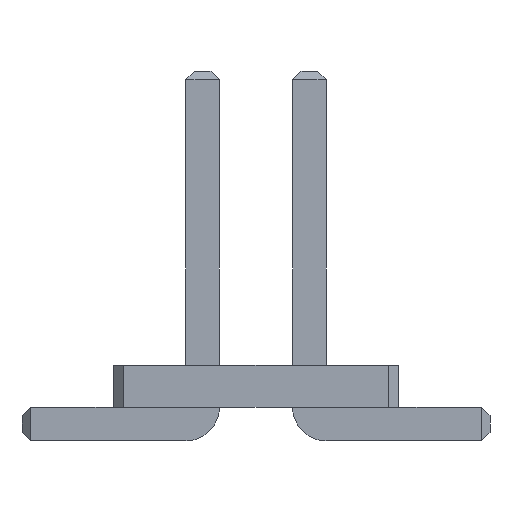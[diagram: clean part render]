
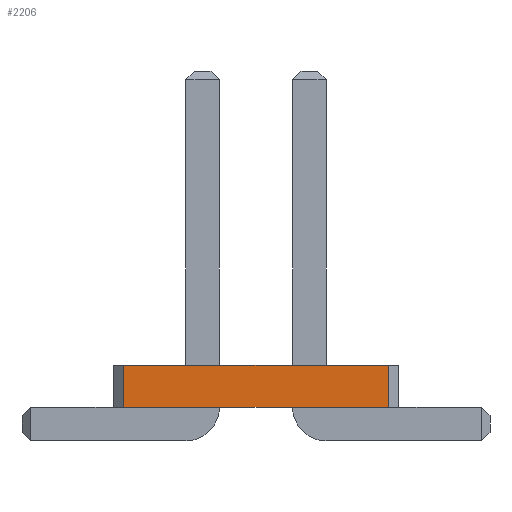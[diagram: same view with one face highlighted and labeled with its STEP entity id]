
A CAD part, front view. The second image highlights one B-rep face of the part: STEP entity #2206.
In plain terms, the highlighted planar face has unit normal (0, -1, 0).
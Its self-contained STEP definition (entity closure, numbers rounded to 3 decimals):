
#494 = VERTEX_POINT('',#495);
#495 = CARTESIAN_POINT('',(1.573,-3.175,0.4));
#501 = EDGE_CURVE('',#502,#494,#504,.T.);
#502 = VERTEX_POINT('',#503);
#503 = CARTESIAN_POINT('',(-1.573,-3.175,0.4));
#504 = LINE('',#505,#506);
#505 = CARTESIAN_POINT('',(-1.573,-3.175,0.4));
#506 = VECTOR('',#507,1.);
#507 = DIRECTION('',(1.,0.,0.));
#966 = VERTEX_POINT('',#967);
#967 = CARTESIAN_POINT('',(1.573,-3.175,0.9));
#973 = EDGE_CURVE('',#974,#966,#976,.T.);
#974 = VERTEX_POINT('',#975);
#975 = CARTESIAN_POINT('',(-1.573,-3.175,0.9));
#976 = LINE('',#977,#978);
#977 = CARTESIAN_POINT('',(-1.573,-3.175,0.9));
#978 = VECTOR('',#979,1.);
#979 = DIRECTION('',(1.,0.,0.));
#2195 = EDGE_CURVE('',#502,#974,#2196,.T.);
#2196 = LINE('',#2197,#2198);
#2197 = CARTESIAN_POINT('',(-1.573,-3.175,0.4));
#2198 = VECTOR('',#2199,1.);
#2199 = DIRECTION('',(0.,0.,1.));
#2206 = ADVANCED_FACE('',(#2207),#2218,.F.);
#2207 = FACE_BOUND('',#2208,.F.);
#2208 = EDGE_LOOP('',(#2209,#2210,#2211,#2217));
#2209 = ORIENTED_EDGE('',*,*,#2195,.T.);
#2210 = ORIENTED_EDGE('',*,*,#973,.T.);
#2211 = ORIENTED_EDGE('',*,*,#2212,.F.);
#2212 = EDGE_CURVE('',#494,#966,#2213,.T.);
#2213 = LINE('',#2214,#2215);
#2214 = CARTESIAN_POINT('',(1.573,-3.175,0.4));
#2215 = VECTOR('',#2216,1.);
#2216 = DIRECTION('',(0.,0.,1.));
#2217 = ORIENTED_EDGE('',*,*,#501,.F.);
#2218 = PLANE('',#2219);
#2219 = AXIS2_PLACEMENT_3D('',#2220,#2221,#2222);
#2220 = CARTESIAN_POINT('',(-1.573,-3.175,0.4));
#2221 = DIRECTION('',(0.,1.,0.));
#2222 = DIRECTION('',(1.,0.,0.));
